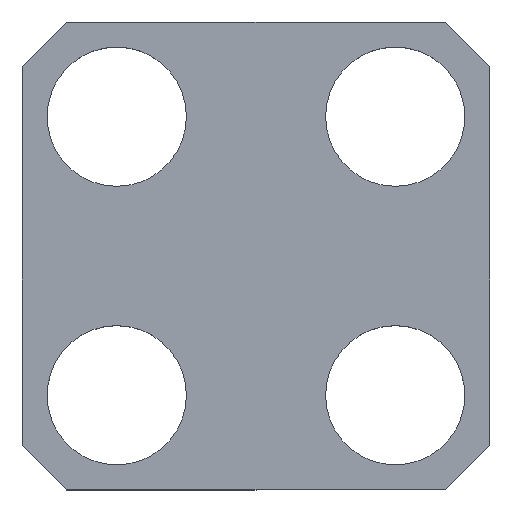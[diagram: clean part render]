
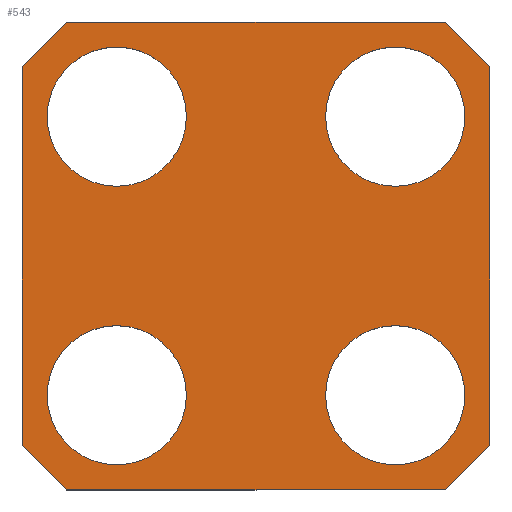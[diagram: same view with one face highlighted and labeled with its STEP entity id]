
A CAD part, top view. The second image highlights one B-rep face of the part: STEP entity #543.
In plain terms, the highlighted planar face has unit normal (0, 0, 1).
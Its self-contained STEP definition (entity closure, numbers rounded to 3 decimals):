
#81=CARTESIAN_POINT('',(18.75,12.5,2.5));
#82=VERTEX_POINT('',#81);
#83=CARTESIAN_POINT('',(12.5,12.5,2.5));
#84=DIRECTION('',(0.0,0.0,-1.0));
#85=DIRECTION('',(1.0,0.0,0.0));
#86=AXIS2_PLACEMENT_3D('',#83,#84,#85);
#87=CIRCLE('',#86,6.25);
#88=EDGE_CURVE('',#82,#82,#87,.T.);
#130=CARTESIAN_POINT('',(-6.25,12.5,2.5));
#131=VERTEX_POINT('',#130);
#132=CARTESIAN_POINT('',(-12.5,12.5,2.5));
#133=DIRECTION('',(0.0,0.0,-1.0));
#134=DIRECTION('',(1.0,0.0,0.0));
#135=AXIS2_PLACEMENT_3D('',#132,#133,#134);
#136=CIRCLE('',#135,6.25);
#137=EDGE_CURVE('',#131,#131,#136,.T.);
#179=CARTESIAN_POINT('',(18.75,-12.5,2.5));
#180=VERTEX_POINT('',#179);
#181=CARTESIAN_POINT('',(12.5,-12.5,2.5));
#182=DIRECTION('',(0.0,0.0,-1.0));
#183=DIRECTION('',(1.0,0.0,0.0));
#184=AXIS2_PLACEMENT_3D('',#181,#182,#183);
#185=CIRCLE('',#184,6.25);
#186=EDGE_CURVE('',#180,#180,#185,.T.);
#196=CARTESIAN_POINT('',(-21.,17.0,2.5));
#197=VERTEX_POINT('',#196);
#198=CARTESIAN_POINT('',(-17.,21.0,2.5));
#199=VERTEX_POINT('',#198);
#200=CARTESIAN_POINT('',(-21.,17.0,2.5));
#201=DIRECTION('',(0.707,0.707,0.0));
#202=VECTOR('',#201,5.657);
#203=LINE('',#200,#202);
#204=EDGE_CURVE('',#197,#199,#203,.T.);
#320=CARTESIAN_POINT('',(17.,21.,2.5));
#321=VERTEX_POINT('',#320);
#322=CARTESIAN_POINT('',(-17.,21.0,2.5));
#323=DIRECTION('',(1.0,0.0,0.0));
#324=VECTOR('',#323,34.0);
#325=LINE('',#322,#324);
#326=EDGE_CURVE('',#199,#321,#325,.T.);
#345=CARTESIAN_POINT('',(21.,17.,2.5));
#346=VERTEX_POINT('',#345);
#347=CARTESIAN_POINT('',(17.,21.,2.5));
#348=DIRECTION('',(0.707,-0.707,0.0));
#349=VECTOR('',#348,5.657);
#350=LINE('',#347,#349);
#351=EDGE_CURVE('',#321,#346,#350,.T.);
#368=CARTESIAN_POINT('',(21.,-17.,2.5));
#369=VERTEX_POINT('',#368);
#376=CARTESIAN_POINT('',(17.,-21.,2.5));
#377=VERTEX_POINT('',#376);
#378=CARTESIAN_POINT('',(21.,-17.,2.5));
#379=DIRECTION('',(-0.707,-0.707,0.0));
#380=VECTOR('',#379,5.657);
#381=LINE('',#378,#380);
#382=EDGE_CURVE('',#369,#377,#381,.T.);
#399=CARTESIAN_POINT('',(-17.0,-21.0,2.5));
#400=VERTEX_POINT('',#399);
#401=CARTESIAN_POINT('',(17.,-21.,2.5));
#402=DIRECTION('',(-1.0,0.0,0.0));
#403=VECTOR('',#402,34.);
#404=LINE('',#401,#403);
#405=EDGE_CURVE('',#377,#400,#404,.T.);
#424=CARTESIAN_POINT('',(-21.0,-17.0,2.5));
#425=VERTEX_POINT('',#424);
#426=CARTESIAN_POINT('',(-17.0,-21.0,2.5));
#427=DIRECTION('',(-0.707,0.707,0.0));
#428=VECTOR('',#427,5.657);
#429=LINE('',#426,#428);
#430=EDGE_CURVE('',#400,#425,#429,.T.);
#470=CARTESIAN_POINT('',(-6.25,-12.5,2.5));
#471=VERTEX_POINT('',#470);
#472=CARTESIAN_POINT('',(-12.5,-12.5,2.5));
#473=DIRECTION('',(0.0,0.0,-1.0));
#474=DIRECTION('',(1.0,0.0,0.0));
#475=AXIS2_PLACEMENT_3D('',#472,#473,#474);
#476=CIRCLE('',#475,6.25);
#477=EDGE_CURVE('',#471,#471,#476,.T.);
#488=CARTESIAN_POINT('',(21.,17.,2.5));
#489=DIRECTION('',(0.0,-1.0,0.0));
#490=VECTOR('',#489,34.);
#491=LINE('',#488,#490);
#492=EDGE_CURVE('',#346,#369,#491,.T.);
#507=CARTESIAN_POINT('',(-21.0,-17.0,2.5));
#508=DIRECTION('',(0.0,1.0,0.0));
#509=VECTOR('',#508,34.0);
#510=LINE('',#507,#509);
#511=EDGE_CURVE('',#425,#197,#510,.T.);
#516=CARTESIAN_POINT('',(0.,0.,2.5));
#517=DIRECTION('',(0.0,0.0,1.0));
#518=DIRECTION('',(1.0,0.0,0.0));
#519=AXIS2_PLACEMENT_3D('',#516,#517,#518);
#520=PLANE('',#519);
#521=ORIENTED_EDGE('',*,*,#204,.F.);
#522=ORIENTED_EDGE('',*,*,#511,.F.);
#523=ORIENTED_EDGE('',*,*,#430,.F.);
#524=ORIENTED_EDGE('',*,*,#405,.F.);
#525=ORIENTED_EDGE('',*,*,#382,.F.);
#526=ORIENTED_EDGE('',*,*,#492,.F.);
#527=ORIENTED_EDGE('',*,*,#351,.F.);
#528=ORIENTED_EDGE('',*,*,#326,.F.);
#529=EDGE_LOOP('',(#521,#522,#523,#524,#525,#526,#527,#528));
#530=FACE_OUTER_BOUND('',#529,.T.);
#531=ORIENTED_EDGE('',*,*,#88,.T.);
#532=EDGE_LOOP('',(#531));
#533=FACE_BOUND('',#532,.T.);
#534=ORIENTED_EDGE('',*,*,#137,.T.);
#535=EDGE_LOOP('',(#534));
#536=FACE_BOUND('',#535,.T.);
#537=ORIENTED_EDGE('',*,*,#186,.T.);
#538=EDGE_LOOP('',(#537));
#539=FACE_BOUND('',#538,.T.);
#540=ORIENTED_EDGE('',*,*,#477,.T.);
#541=EDGE_LOOP('',(#540));
#542=FACE_BOUND('',#541,.T.);
#543=ADVANCED_FACE('',(#530,#533,#536,#539,#542),#520,.T.);
